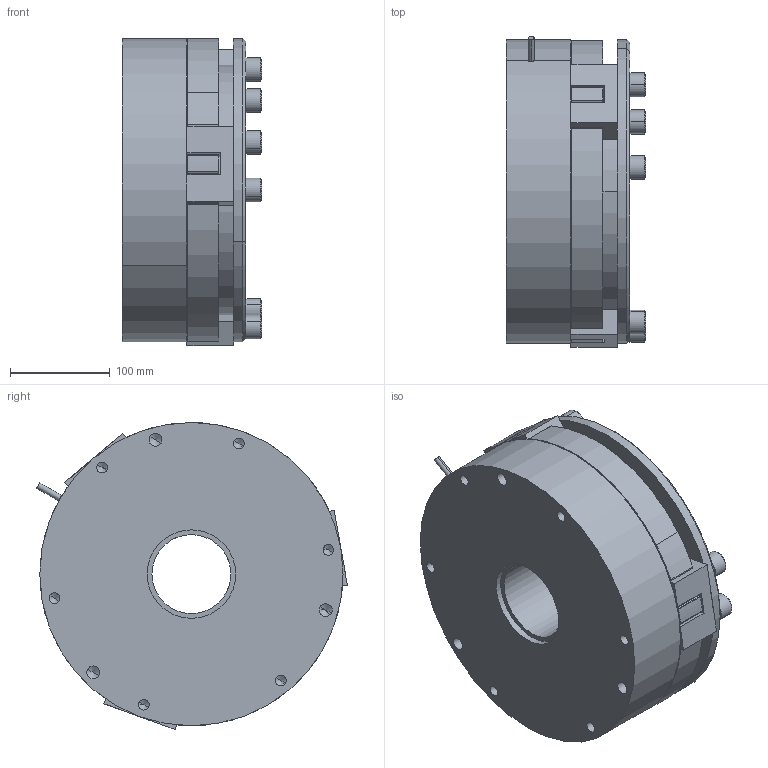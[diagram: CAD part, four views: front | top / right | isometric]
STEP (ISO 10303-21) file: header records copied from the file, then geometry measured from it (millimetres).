
FILE_DESCRIPTION (( 'STEP AP203' ), '1' );
FILE_NAME ('1200_SEB_WebAssy.STEP', '2017-02-22T14:22:35', ( 'Delete' ), ( 'Hewlett-Packard Company' ), 'SwSTEP 2.0', 'SolidWorks 2017', '' );
FILE_SCHEMA (( 'CONFIG_CONTROL_DESIGN' ));
Length unit declared in the file: inch
Products named in the file (1): 1200_SEB_WebAssy
Bounding box: 140.26 x 312.28 x 308.65 mm (x, y, z)
Volume: 7528546.1 mm3; surface area: 767357.9 mm2
Topology: 17 solids, 17 shells, 1363 faces, 3532 edges, 2192 vertices
Faces by surface type: cone 678, cylinder 466, plane 167, bspline 40, torus 12
Entity records: 51837 total; most frequent: CARTESIAN_POINT 17298, DIRECTION 7990, ORIENTED_EDGE 6968, EDGE_CURVE 3484, AXIS2_PLACEMENT_3D 3268, VERTEX_POINT 2192, CIRCLE 1944, VECTOR 1454
